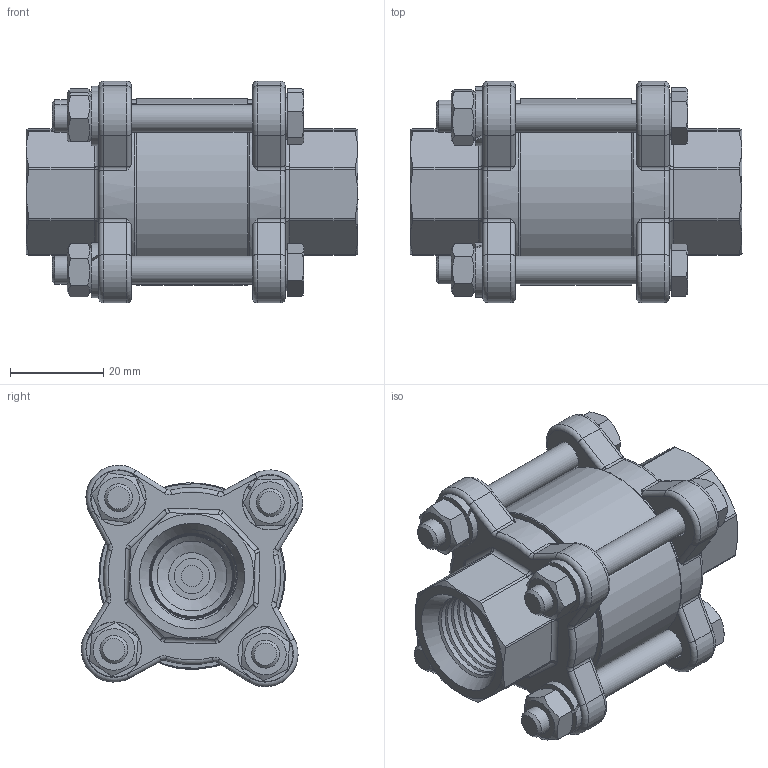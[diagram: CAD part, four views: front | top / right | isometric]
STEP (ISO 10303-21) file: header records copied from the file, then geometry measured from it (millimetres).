
FILE_DESCRIPTION((''),'2;1');
FILE_NAME('5110_015.stp','2013-02-05T10:20:41',('RL'),(''),'Autodesk Inventor 2012','Autodesk Inventor 2012','');
FILE_SCHEMA(('AUTOMOTIVE_DESIGN { 1 0 10303 214 1 1 1 1 }'));
Length unit declared in the file: millimetre
Products named in the file (1): 5110_015_Konturvereinfachung_1
Bounding box: 71.2 x 47.51 x 47.51 mm (x, y, z)
Volume: 531.5 mm3; surface area: 27644.5 mm2
Topology: 2 solids, 3 shells, 633 faces, 1629 edges, 1048 vertices
Faces by surface type: plane 229, cylinder 161, bspline 99, torus 86, cone 58
Full cylindrical faces by diameter (mm): 4.5 x1, 6 x7, 6.7 x8, 7.5 x1, 8.88 x4, 15 x3, 19 x1, 21.5 x1, 23 x1, 24 x1, 26 x2, 28 x1, 29.426 x1, 32 x2, 38 x2
Entity records: 45587 total; most frequent: CARTESIAN_POINT 31485, ORIENTED_EDGE 3006, DIRECTION 2454, EDGE_CURVE 1503, VERTEX_POINT 1005, AXIS2_PLACEMENT_3D 985, EDGE_LOOP 788, FACE_OUTER_BOUND 631
